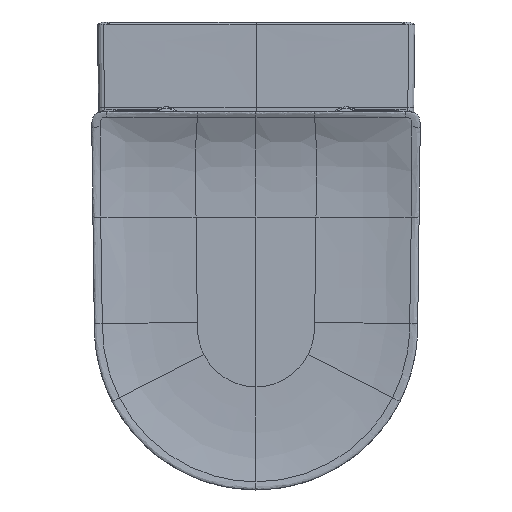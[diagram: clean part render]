
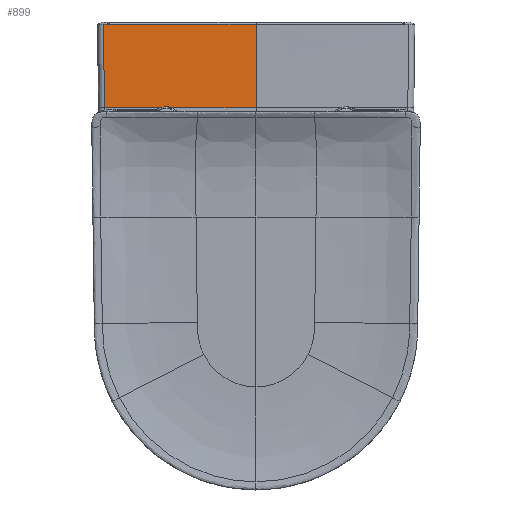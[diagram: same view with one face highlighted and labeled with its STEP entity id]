
A CAD part, top view. The second image highlights one B-rep face of the part: STEP entity #899.
In plain terms, the highlighted free-form (B-spline) face has degree [5, 5] with [6, 6] control points.
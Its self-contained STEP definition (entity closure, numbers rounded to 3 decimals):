
#899=ADVANCED_FACE('',(#2289),#20428,.T.);
#2289=FACE_OUTER_BOUND('',#3688,.T.);
#3688=EDGE_LOOP('',(#7656,#7657,#7658,#7659,#7660));
#7656=ORIENTED_EDGE('',*,*,#12741,.F.);
#7657=ORIENTED_EDGE('',*,*,#12691,.F.);
#7658=ORIENTED_EDGE('',*,*,#12692,.F.);
#7659=ORIENTED_EDGE('',*,*,#12693,.F.);
#7660=ORIENTED_EDGE('',*,*,#12696,.F.);
#12691=EDGE_CURVE('',#18772,#18773,#16165,.T.);
#12692=EDGE_CURVE('',#18777,#18772,#16166,.T.);
#12693=EDGE_CURVE('',#18776,#18777,#16167,.T.);
#12696=EDGE_CURVE('',#18734,#18776,#16170,.T.);
#12741=EDGE_CURVE('',#18773,#18734,#16215,.T.);
#16165=B_SPLINE_CURVE_WITH_KNOTS('',5,(#206871,#206872,#206873,#206874,
#206875,#206876),.UNSPECIFIED.,.F.,.F.,(6,6),(-137.615,0.),
 .UNSPECIFIED.);
#16166=B_SPLINE_CURVE_WITH_KNOTS('',3,(#206877,#206878,#206879,#206880),
 .UNSPECIFIED.,.F.,.F.,(4,4),(120.466,366.604),
 .UNSPECIFIED.);
#16167=B_SPLINE_CURVE_WITH_KNOTS('',3,(#206881,#206882,#206883,#206884),
 .UNSPECIFIED.,.F.,.F.,(4,4),(-6.608,0.),.UNSPECIFIED.);
#16170=B_SPLINE_CURVE_WITH_KNOTS('',5,(#206906,#206907,#206908,#206909,
#206910,#206911,#206912,#206913,#206914,#206915,#206916,#206917),
 .UNSPECIFIED.,.F.,.F.,(6,3,3,6),(-180.564,-130.482,-61.388,
-45.282),.UNSPECIFIED.);
#16215=B_SPLINE_CURVE_WITH_KNOTS('',5,(#207300,#207301,#207302,#207303,
#207304,#207305),.UNSPECIFIED.,.F.,.F.,(6,6),(184.977,362.27),
 .UNSPECIFIED.);
#18734=VERTEX_POINT('',#202289);
#18772=VERTEX_POINT('',#202327);
#18773=VERTEX_POINT('',#202328);
#18776=VERTEX_POINT('',#202331);
#18777=VERTEX_POINT('',#202332);
#20428=B_SPLINE_SURFACE_WITH_KNOTS('',5,5,((#67803,#67804,#67805,#67806,
#67807,#67808),(#67809,#67810,#67811,#67812,#67813,#67814),(#67815,#67816,
#67817,#67818,#67819,#67820),(#67821,#67822,#67823,#67824,#67825,#67826),
(#67827,#67828,#67829,#67830,#67831,#67832),(#67833,#67834,#67835,#67836,
#67837,#67838)),.UNSPECIFIED.,.F.,.F.,.F.,(6,6),(6,6),(0.,
100.008),(0.,369.954),.UNSPECIFIED.);
#67803=CARTESIAN_POINT('',(184.34,170.019,179.905));
#67804=CARTESIAN_POINT('',(110.606,170.019,179.905));
#67805=CARTESIAN_POINT('',(36.884,170.019,179.905));
#67806=CARTESIAN_POINT('',(-36.878,170.019,179.905));
#67807=CARTESIAN_POINT('',(-110.6,170.019,179.905));
#67808=CARTESIAN_POINT('',(-184.334,170.019,179.905));
#67809=CARTESIAN_POINT('',(184.596,190.019,179.905));
#67810=CARTESIAN_POINT('',(110.76,190.02,179.905));
#67811=CARTESIAN_POINT('',(36.936,190.02,179.905));
#67812=CARTESIAN_POINT('',(-36.929,190.02,179.905));
#67813=CARTESIAN_POINT('',(-110.753,190.02,179.905));
#67814=CARTESIAN_POINT('',(-184.59,190.019,179.905));
#67815=CARTESIAN_POINT('',(184.852,210.019,179.905));
#67816=CARTESIAN_POINT('',(110.913,210.021,179.905));
#67817=CARTESIAN_POINT('',(36.987,210.022,179.905));
#67818=CARTESIAN_POINT('',(-36.981,210.022,179.905));
#67819=CARTESIAN_POINT('',(-110.907,210.021,179.905));
#67820=CARTESIAN_POINT('',(-184.846,210.019,179.905));
#67821=CARTESIAN_POINT('',(185.108,230.019,179.905));
#67822=CARTESIAN_POINT('',(111.067,230.021,180.038));
#67823=CARTESIAN_POINT('',(37.038,230.022,180.105));
#67824=CARTESIAN_POINT('',(-37.032,230.022,180.105));
#67825=CARTESIAN_POINT('',(-111.061,230.021,180.038));
#67826=CARTESIAN_POINT('',(-185.101,230.019,179.905));
#67827=CARTESIAN_POINT('',(185.364,250.019,179.905));
#67828=CARTESIAN_POINT('',(111.22,250.02,180.305));
#67829=CARTESIAN_POINT('',(37.089,250.021,180.505));
#67830=CARTESIAN_POINT('',(-37.083,250.021,180.505));
#67831=CARTESIAN_POINT('',(-111.214,250.02,180.305));
#67832=CARTESIAN_POINT('',(-185.357,250.019,179.905));
#67833=CARTESIAN_POINT('',(185.619,270.019,179.905));
#67834=CARTESIAN_POINT('',(111.374,270.019,180.705));
#67835=CARTESIAN_POINT('',(37.14,270.019,181.105));
#67836=CARTESIAN_POINT('',(-37.134,270.019,181.105));
#67837=CARTESIAN_POINT('',(-111.368,270.019,180.705));
#67838=CARTESIAN_POINT('',(-185.613,270.019,179.905));
#202289=CARTESIAN_POINT('',(-176.676,170.019,179.905));
#202327=CARTESIAN_POINT('',(0.003,267.32,180.838));
#202328=CARTESIAN_POINT('',(0.003,170.019,179.905));
#202331=CARTESIAN_POINT('',(-177.964,267.169,179.98));
#202332=CARTESIAN_POINT('',(-174.485,267.319,180.013));
#206871=CARTESIAN_POINT('',(0.003,267.32,180.838));
#206872=CARTESIAN_POINT('',(0.003,247.861,180.37));
#206873=CARTESIAN_POINT('',(0.003,228.402,180.058));
#206874=CARTESIAN_POINT('',(0.003,208.941,179.905));
#206875=CARTESIAN_POINT('',(0.003,189.48,179.905));
#206876=CARTESIAN_POINT('',(0.003,170.019,179.905));
#206877=CARTESIAN_POINT('',(-174.485,267.319,180.013));
#206878=CARTESIAN_POINT('',(-116.324,267.32,180.563));
#206879=CARTESIAN_POINT('',(-58.163,267.32,180.838));
#206880=CARTESIAN_POINT('',(0.003,267.32,180.838));
#206881=CARTESIAN_POINT('',(-177.964,267.169,179.98));
#206882=CARTESIAN_POINT('',(-176.806,267.264,179.991));
#206883=CARTESIAN_POINT('',(-175.649,267.319,180.002));
#206884=CARTESIAN_POINT('',(-174.485,267.319,180.013));
#206906=CARTESIAN_POINT('',(-176.676,170.019,179.905));
#206907=CARTESIAN_POINT('',(-176.765,177.16,179.905));
#206908=CARTESIAN_POINT('',(-176.854,184.312,179.905));
#206909=CARTESIAN_POINT('',(-176.944,191.474,179.905));
#206910=CARTESIAN_POINT('',(-177.161,208.546,179.909));
#206911=CARTESIAN_POINT('',(-177.386,225.678,179.921));
#206912=CARTESIAN_POINT('',(-177.52,235.626,179.93));
#206913=CARTESIAN_POINT('',(-177.69,247.908,179.946));
#206914=CARTESIAN_POINT('',(-177.864,260.205,179.967));
#206915=CARTESIAN_POINT('',(-177.898,262.527,179.971));
#206916=CARTESIAN_POINT('',(-177.931,264.848,179.975));
#206917=CARTESIAN_POINT('',(-177.964,267.169,179.98));
#207300=CARTESIAN_POINT('',(0.003,170.019,179.905));
#207301=CARTESIAN_POINT('',(-35.334,170.019,179.905));
#207302=CARTESIAN_POINT('',(-70.672,170.019,179.905));
#207303=CARTESIAN_POINT('',(-106.008,170.019,179.905));
#207304=CARTESIAN_POINT('',(-141.341,170.019,179.905));
#207305=CARTESIAN_POINT('',(-176.676,170.019,179.905));
